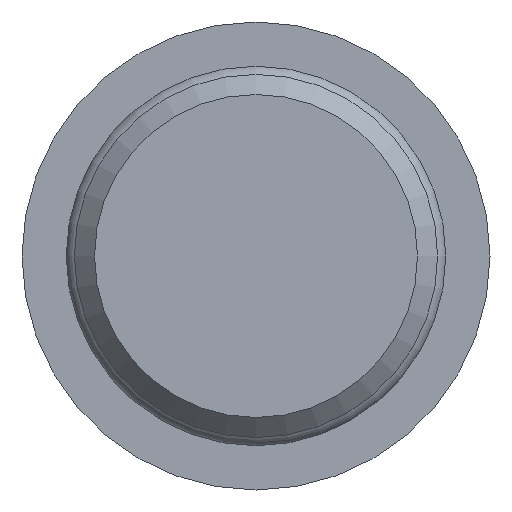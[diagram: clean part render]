
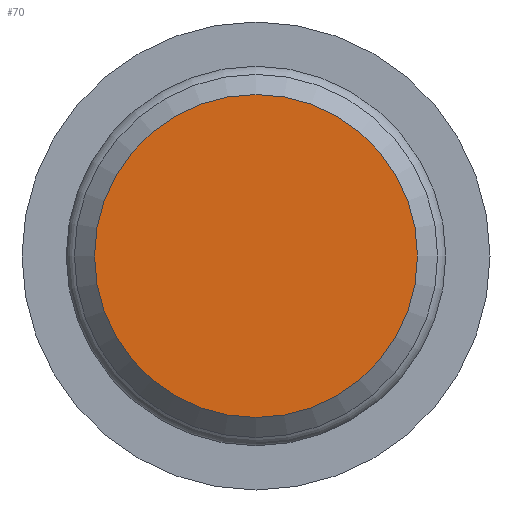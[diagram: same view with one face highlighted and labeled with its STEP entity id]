
A CAD part, front view. The second image highlights one B-rep face of the part: STEP entity #70.
In plain terms, the highlighted planar face has unit normal (0, -1, 0).
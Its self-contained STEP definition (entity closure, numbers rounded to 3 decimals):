
#70 = ADVANCED_FACE( '', ( #150 ), #151, .F. );
#150 = FACE_OUTER_BOUND( '', #239, .T. );
#151 = PLANE( '', #240 );
#239 = EDGE_LOOP( '', ( #364 ) );
#240 = AXIS2_PLACEMENT_3D( '', #365, #366, #367 );
#364 = ORIENTED_EDGE( '', *, *, #479, .T. );
#365 = CARTESIAN_POINT( '', ( 9.316, -14., 0. ) );
#366 = DIRECTION( '', ( 0., 1., 0. ) );
#367 = DIRECTION( '', ( 0., 0., 1. ) );
#479 = EDGE_CURVE( '', #552, #552, #553, .T. );
#552 = VERTEX_POINT( '', #686 );
#553 = CIRCLE( '', #687, 9.316 );
#686 = CARTESIAN_POINT( '', ( 0., -14., -9.316 ) );
#687 = AXIS2_PLACEMENT_3D( '', #781, #782, #783 );
#781 = CARTESIAN_POINT( '', ( 0., -14., 0. ) );
#782 = DIRECTION( '', ( 0., -1., 0. ) );
#783 = DIRECTION( '', ( 0., 0., -1. ) );
